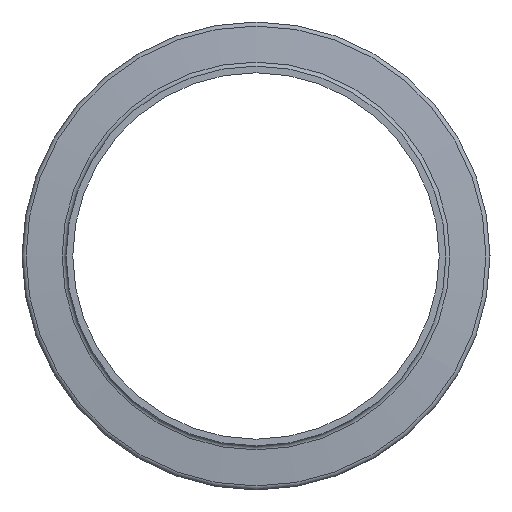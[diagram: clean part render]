
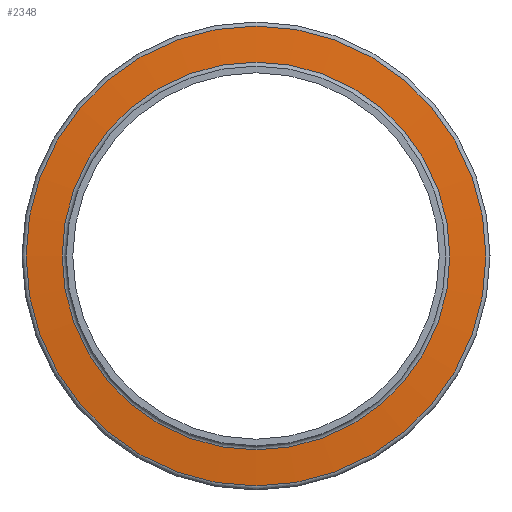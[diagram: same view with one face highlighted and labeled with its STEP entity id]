
A CAD part, left-side view. The second image highlights one B-rep face of the part: STEP entity #2348.
In plain terms, the highlighted conical face has half-angle 85 degrees and reference radius 10.417 mm.
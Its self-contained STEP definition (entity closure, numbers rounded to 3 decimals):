
#369 = ORIENTED_EDGE ( 'NONE', *, *, #2910, .T. ) ;
#422 = FACE_BOUND ( 'NONE', #2738, .T. ) ;
#657 = CIRCLE ( 'NONE', #1580, 8.783 ) ;
#697 = DIRECTION ( 'NONE',  ( 0., 0., -1. ) ) ;
#846 = ORIENTED_EDGE ( 'NONE', *, *, #1320, .F. ) ;
#1094 = CARTESIAN_POINT ( 'NONE',  ( 0.768, 0., -8.783 ) ) ;
#1174 = VERTEX_POINT ( 'NONE', #1206 ) ;
#1206 = CARTESIAN_POINT ( 'NONE',  ( 0.911, 0., -10.417 ) ) ;
#1210 = CARTESIAN_POINT ( 'NONE',  ( 0.911, 0., 0. ) ) ;
#1320 = EDGE_CURVE ( 'NONE', #1174, #1174, #2166, .T. ) ;
#1348 = VERTEX_POINT ( 'NONE', #1094 ) ;
#1460 = FACE_OUTER_BOUND ( 'NONE', #1546, .T. ) ;
#1546 = EDGE_LOOP ( 'NONE', ( #846 ) ) ;
#1572 = AXIS2_PLACEMENT_3D ( 'NONE', #1971, #3271, #1717 ) ;
#1580 = AXIS2_PLACEMENT_3D ( 'NONE', #2374, #3142, #1615 ) ;
#1615 = DIRECTION ( 'NONE',  ( 0., 0., -1. ) ) ;
#1717 = DIRECTION ( 'NONE',  ( 0., 0., -1. ) ) ;
#1971 = CARTESIAN_POINT ( 'NONE',  ( 0.911, 0., 0. ) ) ;
#2133 = CONICAL_SURFACE ( 'NONE', #3227, 10.417, 1.484 ) ;
#2166 = CIRCLE ( 'NONE', #1572, 10.417 ) ;
#2240 = DIRECTION ( 'NONE',  ( 1., 0., 0. ) ) ;
#2348 = ADVANCED_FACE ( 'NONE', ( #422, #1460 ), #2133, .T. ) ;
#2374 = CARTESIAN_POINT ( 'NONE',  ( 0.768, 0., 0. ) ) ;
#2738 = EDGE_LOOP ( 'NONE', ( #369 ) ) ;
#2910 = EDGE_CURVE ( 'NONE', #1348, #1348, #657, .T. ) ;
#3142 = DIRECTION ( 'NONE',  ( 1., 0., 0. ) ) ;
#3227 = AXIS2_PLACEMENT_3D ( 'NONE', #1210, #2240, #697 ) ;
#3271 = DIRECTION ( 'NONE',  ( 1., 0., 0. ) ) ;
